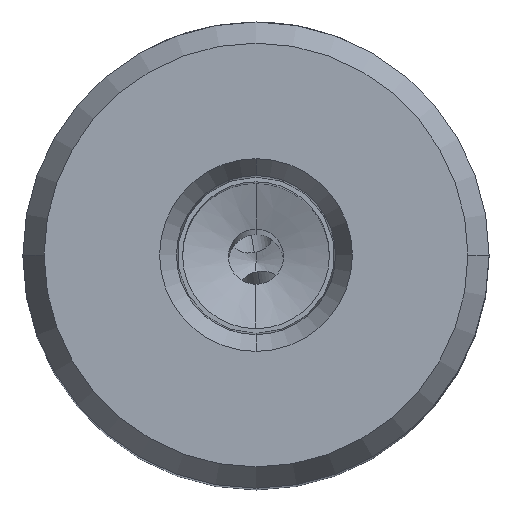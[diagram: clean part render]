
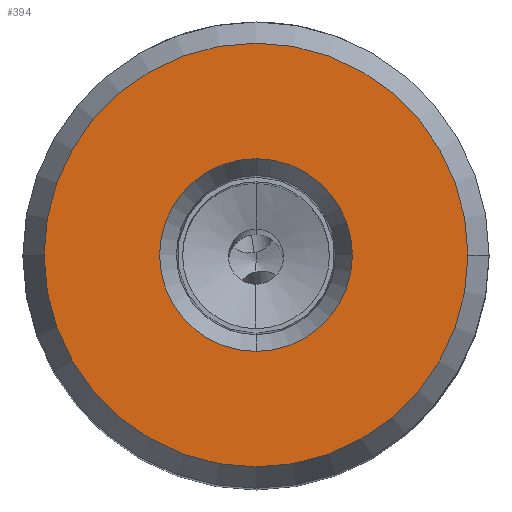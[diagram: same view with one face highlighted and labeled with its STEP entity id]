
A CAD part, top view. The second image highlights one B-rep face of the part: STEP entity #394.
In plain terms, the highlighted planar face has unit normal (0, 0, 1).
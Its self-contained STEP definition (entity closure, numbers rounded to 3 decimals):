
#80=FACE_BOUND('',#783,.T.);
#81=FACE_BOUND('',#784,.T.);
#196=PLANE('',#3514);
#394=ADVANCED_FACE('',(#80,#81),#196,.T.);
#783=EDGE_LOOP('',(#1462,#1463));
#784=EDGE_LOOP('',(#1464,#1465));
#1462=ORIENTED_EDGE('',*,*,#2850,.T.);
#1463=ORIENTED_EDGE('',*,*,#2851,.T.);
#1464=ORIENTED_EDGE('',*,*,#2852,.T.);
#1465=ORIENTED_EDGE('',*,*,#2853,.T.);
#2463=VERTEX_POINT('',#5902);
#2464=VERTEX_POINT('',#5904);
#2465=VERTEX_POINT('',#5910);
#2466=VERTEX_POINT('',#5911);
#2850=EDGE_CURVE('',#2463,#2464,#3304,.T.);
#2851=EDGE_CURVE('',#2464,#2463,#3305,.T.);
#2852=EDGE_CURVE('',#2465,#2466,#3306,.T.);
#2853=EDGE_CURVE('',#2466,#2465,#3307,.T.);
#3304=CIRCLE('',#3508,5.25);
#3305=CIRCLE('',#3510,5.25);
#3306=CIRCLE('',#3512,11.545);
#3307=CIRCLE('',#3513,11.545);
#3508=AXIS2_PLACEMENT_3D('',#5905,#3822,#3823);
#3510=AXIS2_PLACEMENT_3D('',#5907,#3826,#3827);
#3512=AXIS2_PLACEMENT_3D('',#5909,#3830,#3831);
#3513=AXIS2_PLACEMENT_3D('',#5912,#3832,#3833);
#3514=AXIS2_PLACEMENT_3D('',#5913,#3834,#3835);
#3822=DIRECTION('',(0.,0.,-1.));
#3823=DIRECTION('',(0.,-1.,0.));
#3826=DIRECTION('',(0.,0.,-1.));
#3827=DIRECTION('',(0.,1.,0.));
#3830=DIRECTION('',(0.,0.,1.));
#3831=DIRECTION('',(-1.,0.,0.));
#3832=DIRECTION('',(0.,0.,1.));
#3833=DIRECTION('',(1.,0.,0.));
#3834=DIRECTION('',(0.,0.,1.));
#3835=DIRECTION('',(-1.,0.,0.));
#5902=CARTESIAN_POINT('',(0.,-5.25,28.65));
#5904=CARTESIAN_POINT('',(0.,5.25,28.65));
#5905=CARTESIAN_POINT('',(0.,0.,28.65));
#5907=CARTESIAN_POINT('',(0.,0.,28.65));
#5909=CARTESIAN_POINT('',(0.,0.,28.65));
#5910=CARTESIAN_POINT('',(-11.545,0.,28.65));
#5911=CARTESIAN_POINT('',(11.545,0.,28.65));
#5912=CARTESIAN_POINT('',(0.,0.,28.65));
#5913=CARTESIAN_POINT('',(0.,0.,28.65));
